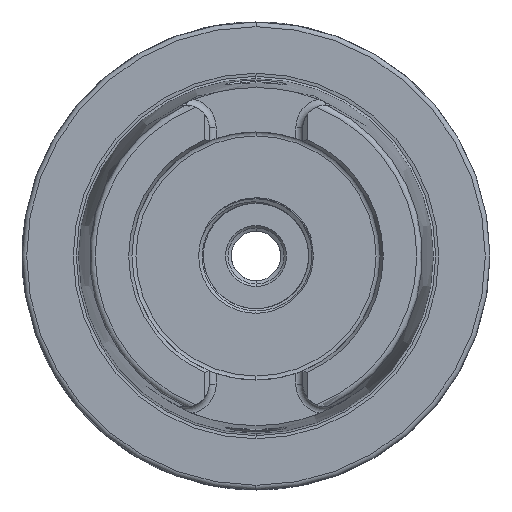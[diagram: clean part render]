
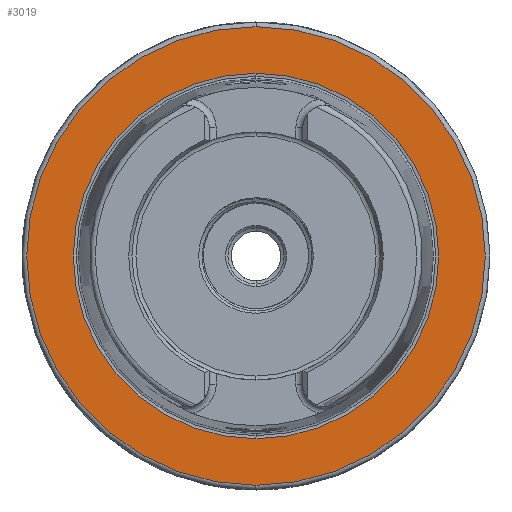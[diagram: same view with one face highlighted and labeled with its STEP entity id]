
A CAD part, left-side view. The second image highlights one B-rep face of the part: STEP entity #3019.
In plain terms, the highlighted planar face has unit normal (-1, 0, 0).
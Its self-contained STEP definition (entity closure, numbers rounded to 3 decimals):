
#2613 = VERTEX_POINT ( 'NONE', #5953 ) ;
#2624 = EDGE_CURVE ( 'NONE', #2635, #2613, #5979, .T. ) ;
#2635 = VERTEX_POINT ( 'NONE', #6028 ) ;
#2665 = VERTEX_POINT ( 'NONE', #6068 ) ;
#2668 = EDGE_CURVE ( 'NONE', #2665, #2672, #6115, .T. ) ;
#2672 = VERTEX_POINT ( 'NONE', #6111 ) ;
#2966 = ORIENTED_EDGE ( 'NONE', *, *, #3020, .T. ) ;
#3002 = EDGE_LOOP ( 'NONE', ( #3003, #3005 ) ) ;
#3003 = ORIENTED_EDGE ( 'NONE', *, *, #2668, .T. ) ;
#3005 = ORIENTED_EDGE ( 'NONE', *, *, #3017, .T. ) ;
#3015 = EDGE_LOOP ( 'NONE', ( #3022, #2966 ) ) ;
#3017 = EDGE_CURVE ( 'NONE', #2672, #2665, #6918, .T. ) ;
#3019 = ADVANCED_FACE ( 'NONE', ( #6923, #6914 ), #6915, .T. ) ;
#3020 = EDGE_CURVE ( 'NONE', #2613, #2635, #6951, .T. ) ;
#3022 = ORIENTED_EDGE ( 'NONE', *, *, #2624, .T. ) ;
#4882 = AXIS2_PLACEMENT_3D ( 'NONE', #5093, #5073, #5068 ) ;
#5068 = DIRECTION ( 'NONE',  ( 0., 0., 1. ) ) ;
#5073 = DIRECTION ( 'NONE',  ( -1., 0., 0. ) ) ;
#5093 = CARTESIAN_POINT ( 'NONE',  ( 0., 0., 0. ) ) ;
#5953 = CARTESIAN_POINT ( 'NONE',  ( 0., 0., -49. ) ) ;
#5979 = CIRCLE ( 'NONE', #4882, 49. ) ;
#6028 = CARTESIAN_POINT ( 'NONE',  ( 0., 0., 49. ) ) ;
#6068 = CARTESIAN_POINT ( 'NONE',  ( 0., 0., 39.054 ) ) ;
#6077 = AXIS2_PLACEMENT_3D ( 'NONE', #6114, #6113, #6112 ) ;
#6111 = CARTESIAN_POINT ( 'NONE',  ( 0., 0., -39.054 ) ) ;
#6112 = DIRECTION ( 'NONE',  ( 0., 0., -1. ) ) ;
#6113 = DIRECTION ( 'NONE',  ( 1., 0., 0. ) ) ;
#6114 = CARTESIAN_POINT ( 'NONE',  ( 0., 0., 0. ) ) ;
#6115 = CIRCLE ( 'NONE', #6077, 39.054 ) ;
#6899 = CARTESIAN_POINT ( 'NONE',  ( 0., 0., 0. ) ) ;
#6900 = AXIS2_PLACEMENT_3D ( 'NONE', #6899, #6961, #6960 ) ;
#6913 = AXIS2_PLACEMENT_3D ( 'NONE', #6955, #6954, #6953 ) ;
#6914 = FACE_BOUND ( 'NONE', #3002, .T. ) ;
#6915 = PLANE ( 'NONE',  #6913 ) ;
#6918 = CIRCLE ( 'NONE', #6900, 39.054 ) ;
#6923 = FACE_OUTER_BOUND ( 'NONE', #3015, .T. ) ;
#6948 = DIRECTION ( 'NONE',  ( 0., 0., 1. ) ) ;
#6949 = DIRECTION ( 'NONE',  ( -1., 0., 0. ) ) ;
#6950 = CARTESIAN_POINT ( 'NONE',  ( 0., 0., 0. ) ) ;
#6951 = CIRCLE ( 'NONE', #6956, 49. ) ;
#6953 = DIRECTION ( 'NONE',  ( 0., 0., 1. ) ) ;
#6954 = DIRECTION ( 'NONE',  ( -1., 0., 0. ) ) ;
#6955 = CARTESIAN_POINT ( 'NONE',  ( 0., 39.054, 0. ) ) ;
#6956 = AXIS2_PLACEMENT_3D ( 'NONE', #6950, #6949, #6948 ) ;
#6960 = DIRECTION ( 'NONE',  ( 0., 0., -1. ) ) ;
#6961 = DIRECTION ( 'NONE',  ( 1., 0., 0. ) ) ;
